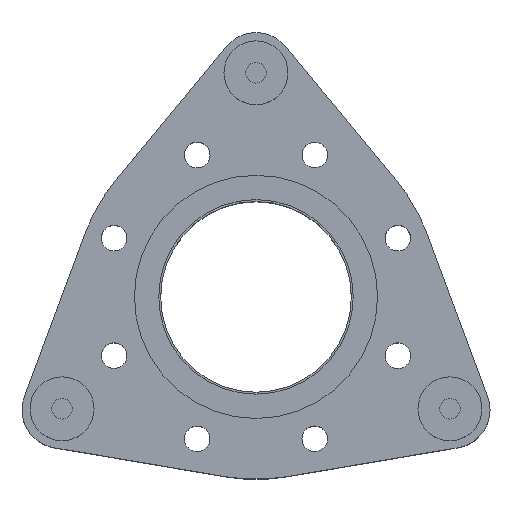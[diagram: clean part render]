
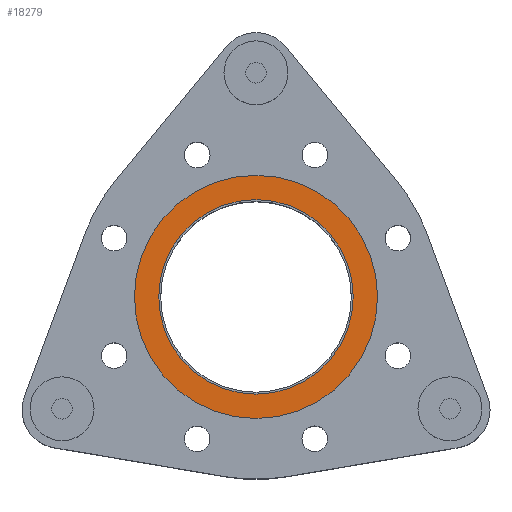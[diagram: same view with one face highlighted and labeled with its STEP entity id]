
A CAD part, top view. The second image highlights one B-rep face of the part: STEP entity #18279.
In plain terms, the highlighted planar face has unit normal (0, 0, 1).
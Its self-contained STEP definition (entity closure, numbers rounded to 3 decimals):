
#379 = ORIENTED_EDGE ( 'NONE', *, *, #10770, .T. ) ;
#2278 = EDGE_CURVE ( 'NONE', #16547, #4777, #18943, .T. ) ;
#3322 = CARTESIAN_POINT ( 'NONE',  ( -76., 0., 1.5 ) ) ;
#4777 = VERTEX_POINT ( 'NONE', #3322 ) ;
#4791 = FACE_BOUND ( 'NONE', #18048, .T. ) ;
#4957 = PLANE ( 'NONE',  #15630 ) ;
#5226 = DIRECTION ( 'NONE',  ( 1., 0., 0. ) ) ;
#7222 = VERTEX_POINT ( 'NONE', #12381 ) ;
#7606 = CARTESIAN_POINT ( 'NONE',  ( 0., 0., 1.5 ) ) ;
#10108 = DIRECTION ( 'NONE',  ( 1., 0., 0. ) ) ;
#10770 = EDGE_CURVE ( 'NONE', #7222, #21103, #28217, .T. ) ;
#11319 = DIRECTION ( 'NONE',  ( 1., 0., 0. ) ) ;
#11372 = DIRECTION ( 'NONE',  ( 0., 0., 1. ) ) ;
#11782 = AXIS2_PLACEMENT_3D ( 'NONE', #19852, #31883, #11319 ) ;
#12381 = CARTESIAN_POINT ( 'NONE',  ( -95., 0., 1.5 ) ) ;
#12933 = AXIS2_PLACEMENT_3D ( 'NONE', #30962, #28138, #5226 ) ;
#13448 = CARTESIAN_POINT ( 'NONE',  ( 76., 0., 1.5 ) ) ;
#13674 = AXIS2_PLACEMENT_3D ( 'NONE', #27917, #22583, #15610 ) ;
#15610 = DIRECTION ( 'NONE',  ( 1., 0., 0. ) ) ;
#15630 = AXIS2_PLACEMENT_3D ( 'NONE', #7606, #17543, #10108 ) ;
#16547 = VERTEX_POINT ( 'NONE', #13448 ) ;
#17450 = DIRECTION ( 'NONE',  ( 1., 0., 0. ) ) ;
#17543 = DIRECTION ( 'NONE',  ( 0., 0., 1. ) ) ;
#18005 = EDGE_LOOP ( 'NONE', ( #379, #28007 ) ) ;
#18048 = EDGE_LOOP ( 'NONE', ( #28824, #29900 ) ) ;
#18067 = EDGE_CURVE ( 'NONE', #21103, #7222, #29959, .T. ) ;
#18279 = ADVANCED_FACE ( 'NONE', ( #20537, #4791 ), #4957, .T. ) ;
#18943 = CIRCLE ( 'NONE', #13674, 76. ) ;
#19852 = CARTESIAN_POINT ( 'NONE',  ( 0., 0., 1.5 ) ) ;
#20256 = EDGE_CURVE ( 'NONE', #4777, #16547, #21923, .T. ) ;
#20537 = FACE_OUTER_BOUND ( 'NONE', #18005, .T. ) ;
#21103 = VERTEX_POINT ( 'NONE', #21866 ) ;
#21866 = CARTESIAN_POINT ( 'NONE',  ( 95., 0., 1.5 ) ) ;
#21923 = CIRCLE ( 'NONE', #12933, 76. ) ;
#22583 = DIRECTION ( 'NONE',  ( 0., 0., 1. ) ) ;
#23963 = CARTESIAN_POINT ( 'NONE',  ( 0., 0., 1.5 ) ) ;
#27917 = CARTESIAN_POINT ( 'NONE',  ( 0., 0., 1.5 ) ) ;
#28007 = ORIENTED_EDGE ( 'NONE', *, *, #18067, .T. ) ;
#28138 = DIRECTION ( 'NONE',  ( 0., 0., 1. ) ) ;
#28217 = CIRCLE ( 'NONE', #11782, 95. ) ;
#28824 = ORIENTED_EDGE ( 'NONE', *, *, #2278, .F. ) ;
#29900 = ORIENTED_EDGE ( 'NONE', *, *, #20256, .F. ) ;
#29959 = CIRCLE ( 'NONE', #30515, 95. ) ;
#30515 = AXIS2_PLACEMENT_3D ( 'NONE', #23963, #11372, #17450 ) ;
#30962 = CARTESIAN_POINT ( 'NONE',  ( 0., 0., 1.5 ) ) ;
#31883 = DIRECTION ( 'NONE',  ( 0., 0., 1. ) ) ;
